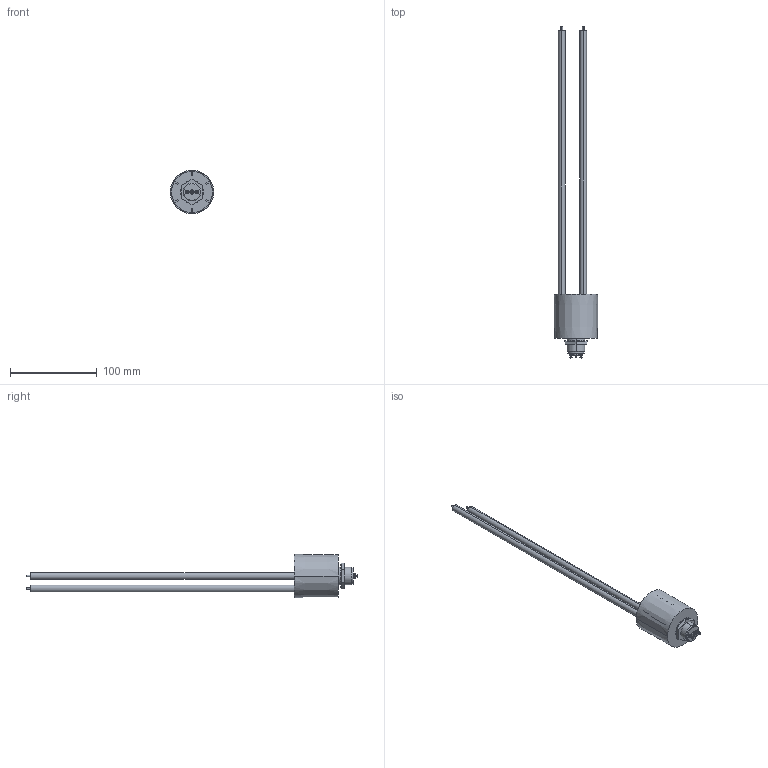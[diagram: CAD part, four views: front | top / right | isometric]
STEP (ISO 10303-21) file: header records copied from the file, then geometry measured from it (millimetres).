
FILE_DESCRIPTION (( 'STEP AP214' ), '1' );
FILE_NAME ('G64A-B_step.STEP', '2012-01-19T00:55:11', ( 'RUlrich' ), ( 'Genco' ), 'SwSTEP 2.0', 'SolidWorks 2010', '' );
FILE_SCHEMA (( 'AUTOMOTIVE_DESIGN' ));
Length unit declared in the file: inch
Products named in the file (1): G64A-B_step
Bounding box: 50.42 x 383.52 x 50.42 mm (x, y, z)
Volume: 53191.5 mm3; surface area: 48726.6 mm2
Topology: 11 solids, 13 shells, 229 faces, 526 edges, 340 vertices
Faces by surface type: cylinder 104, plane 104, cone 12, sphere 7, torus 2
Entity records: 9692 total; most frequent: CARTESIAN_POINT 1312, DIRECTION 1131, ORIENTED_EDGE 1052, EDGE_CURVE 526, AXIS2_PLACEMENT_3D 447, VERTEX_POINT 340, EDGE_LOOP 268, UNCERTAINTY_MEASURE_WITH_UNIT 242
